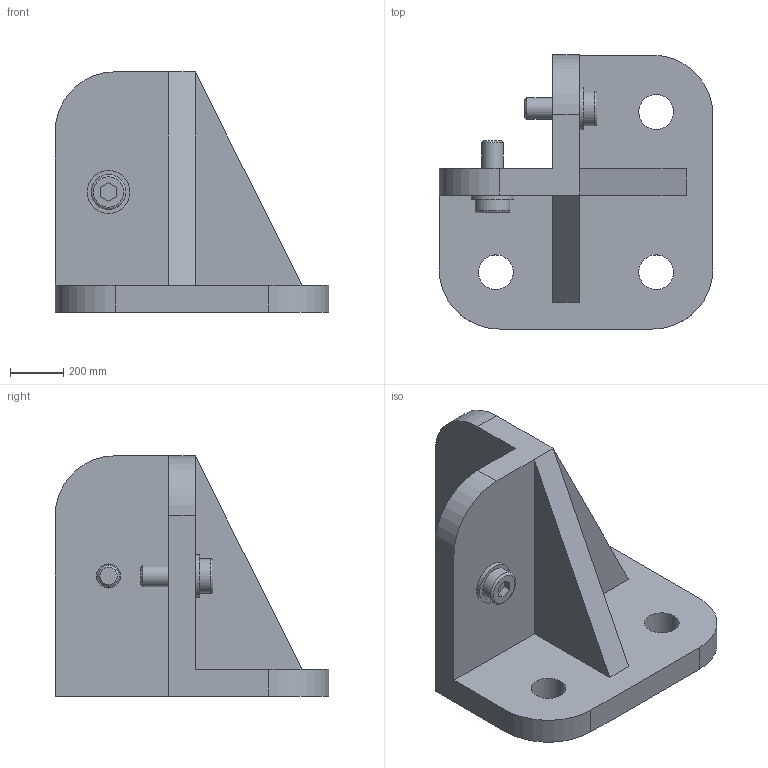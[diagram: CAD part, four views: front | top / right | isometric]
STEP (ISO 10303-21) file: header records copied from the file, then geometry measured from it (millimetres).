
FILE_DESCRIPTION(/* description */ (''),/* implementation_level */ '2;1');
FILE_NAME(/* name */ '33-45452S-1.stp',/* time_stamp */ '2024-02-27T09:46:57-05:00',/* author */ ('jmurphy'),/* organization */ (''),/* preprocessor_version */ 'ST-DEVELOPER v18.1',/* originating_system */ 'AutoCAD Mechanical',/* authorisation */ '');
FILE_SCHEMA (('AUTOMOTIVE_DESIGN { 1 0 10303 214 3 1 1 }'));
Length unit declared in the file: centimetre
Products named in the file (1): Product
Bounding box: 1025 x 1025 x 900 mm (x, y, z)
Volume: 188106831.1 mm3; surface area: 4620444.9 mm2
Topology: 5 solids, 5 shells, 63 faces, 141 edges, 92 vertices
Faces by surface type: plane 41, cylinder 18, torus 2, cone 2
Full cylindrical faces by diameter (mm): 80 x2, 84 x2, 90 x2, 130 x5, 160 x2
Entity records: 1798 total; most frequent: DIRECTION 313, CARTESIAN_POINT 297, ORIENTED_EDGE 282, EDGE_CURVE 141, AXIS2_PLACEMENT_3D 108, LINE 97, VECTOR 97, VERTEX_POINT 92
